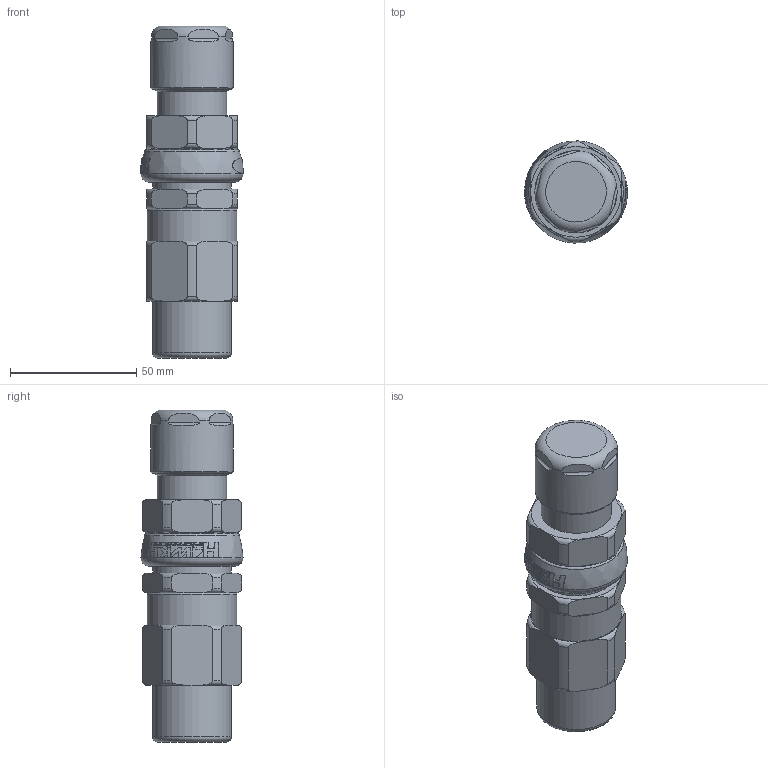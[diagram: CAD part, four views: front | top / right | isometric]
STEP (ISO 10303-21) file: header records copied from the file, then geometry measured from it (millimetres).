
FILE_DESCRIPTION(/* description */ (''),/* implementation_level */ '2;1');
FILE_NAME(/* name */ '620194.stp',/* time_stamp */ '2022-03-14T12:49:18+05:00',/* author */ ('vinaykumark'),/* organization */ (''),/* preprocessor_version */ 'ST-DEVELOPER v18',/* originating_system */ 'Autodesk Inventor 2020',/* authorisation */ '');
FILE_SCHEMA (('AUTOMOTIVE_DESIGN { 1 0 10303 214 3 1 1 }'));
Products named in the file (1): 620185
Bounding box: 40.8 x 40.46 x 131.38 mm (x, y, z)
Volume: 195473.7 mm3; surface area: 61319.1 mm2
Topology: 24 solids, 24 shells, 1580 faces, 4435 edges, 2912 vertices
Faces by surface type: plane 643, torus 264, cylinder 251, bspline 204, cone 202, sphere 16
Full cylindrical faces by diameter (mm): 1.84 x1, 2.3 x1, 3.5 x6, 5.8 x6, 21 x1, 23 x2, 23.5 x1, 24.5 x1, 27 x1, 27.7 x1, 28.5 x1, 29.7 x1, 30 x1, 30.2 x1, 31.2 x4, 31.75 x1, 32.5 x1, 33.24 x1, 35.5 x1, 35.65 x1
Entity records: 60067 total; most frequent: CARTESIAN_POINT 20286, ORIENTED_EDGE 8784, DIRECTION 7132, EDGE_CURVE 4392, VERTEX_POINT 2900, AXIS2_PLACEMENT_3D 2781, EDGE_LOOP 1626, STYLED_ITEM 1602
